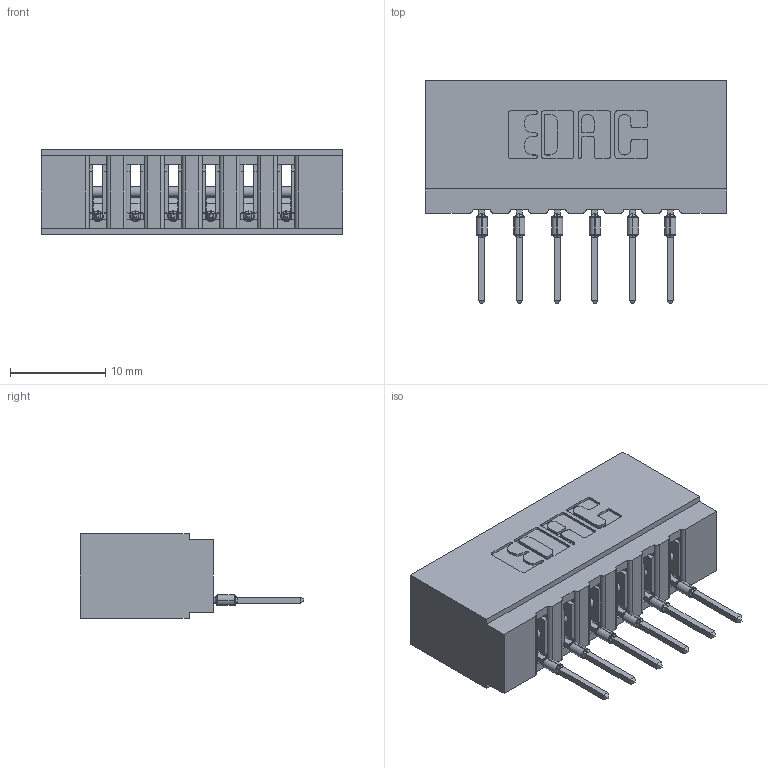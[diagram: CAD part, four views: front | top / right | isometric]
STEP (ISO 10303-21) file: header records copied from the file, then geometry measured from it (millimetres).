
FILE_DESCRIPTION (( 'STEP AP203' ), '1' );
FILE_NAME ('717-006-522-101.STEP', '2026-02-20T19:51:40', ( '' ), ( '' ), 'SwSTEP 2.0', 'SolidWorks 2023', '' );
FILE_SCHEMA (( 'CONFIG_CONTROL_DESIGN' ));
Length unit declared in the file: millimetre
Products named in the file (3): 745-292-001_522; 717-006-522-101; 717 Part_Insulator Option - 06
Assembly tree (7 placements, depth 2):
  717-006-522-101
    717 Part_Insulator Option - 06
    745-292-001_522  x6
Bounding box: 31.65 x 23.48 x 8.89 mm (x, y, z)
Volume: 2838.7 mm3; surface area: 3609.3 mm2
Topology: 7 solids, 7 shells, 772 faces, 2117 edges, 1342 vertices
Faces by surface type: plane 462, cylinder 154, bspline 120, torus 36
Entity records: 14953 total; most frequent: CARTESIAN_POINT 3135, ORIENTED_EDGE 2504, DIRECTION 2208, EDGE_CURVE 1252, VECTOR 1034, LINE 1034, VERTEX_POINT 802, AXIS2_PLACEMENT_3D 587
